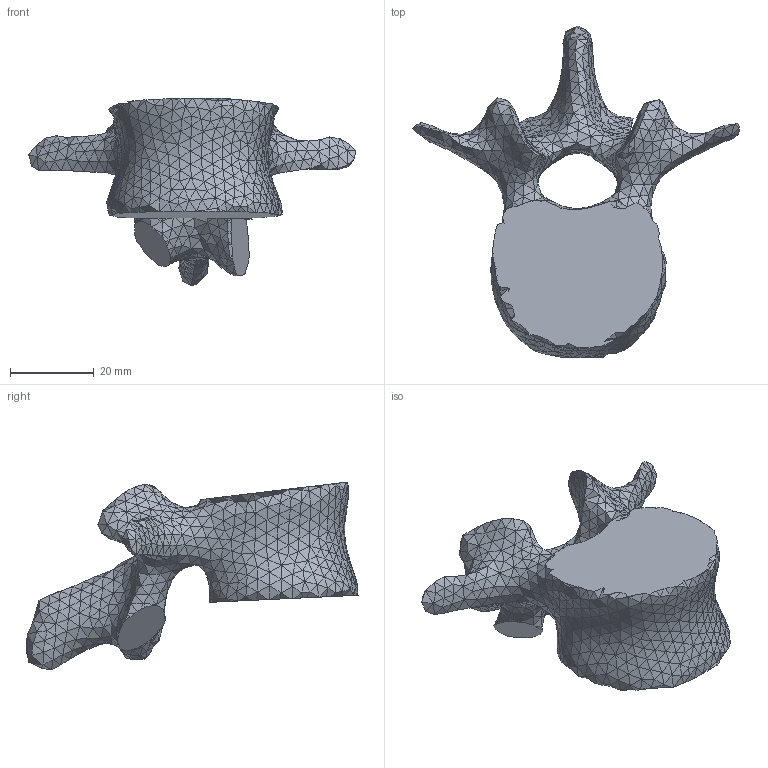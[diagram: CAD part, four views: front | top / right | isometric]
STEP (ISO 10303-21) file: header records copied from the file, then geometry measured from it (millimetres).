
FILE_DESCRIPTION(/* description */ (''),/* implementation_level */ '2;1');
FILE_NAME(/* name */ 'L2.step',/* time_stamp */ '2024-06-05T10:10:55-04:00',/* author */ (''),/* organization */ (''),/* preprocessor_version */ 'ST-DEVELOPER v20',/* originating_system */ 'Autodesk Translation Framework v13.14.0.145',/* authorisation */ '');
FILE_SCHEMA (('AUTOMOTIVE_DESIGN { 1 0 10303 214 3 1 1 }'));
Length unit declared in the file: millimetre
Products named in the file (1): L2
Bounding box: 77.92 x 79.14 x 44.8 mm (x, y, z)
Volume: 41345.6 mm3; surface area: 10567.5 mm2
Topology: 1 solids, 1 shells, 2405 faces, 3821 edges, 1415 vertices
Faces by surface type: plane 2405
Entity records: 48860 total; most frequent: DIRECTION 8633, ORIENTED_EDGE 7642, CARTESIAN_POINT 7642, LINE 3821, VECTOR 3821, EDGE_CURVE 3821, EDGE_LOOP 2406, AXIS2_PLACEMENT_3D 2406
